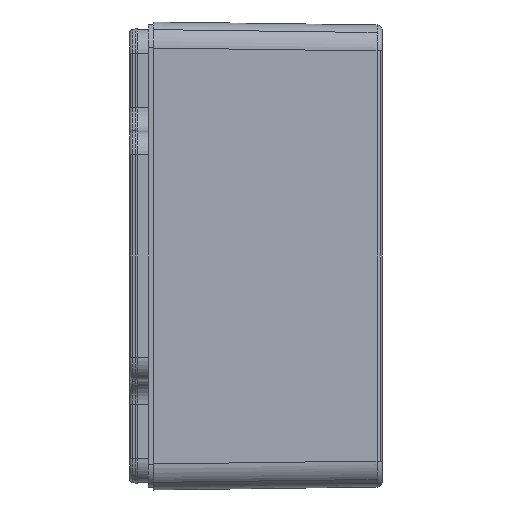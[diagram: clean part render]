
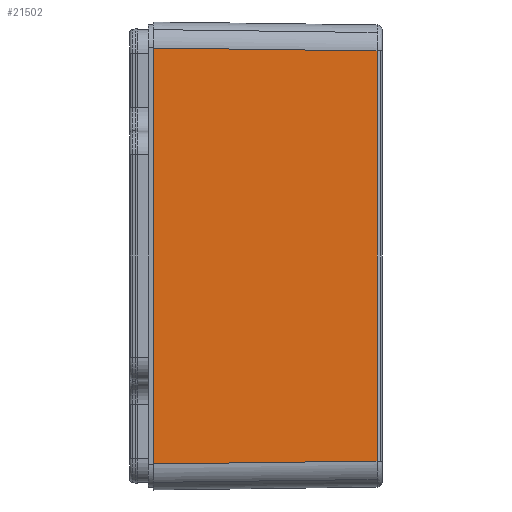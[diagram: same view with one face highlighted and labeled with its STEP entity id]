
A CAD part, left-side view. The second image highlights one B-rep face of the part: STEP entity #21502.
In plain terms, the highlighted face is planar.
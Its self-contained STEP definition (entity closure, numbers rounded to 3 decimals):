
#841 = VECTOR ( 'NONE', #1168, 1000. ) ;
#1168 = DIRECTION ( 'NONE',  ( 0., 1., 0. ) ) ;
#1374 = CARTESIAN_POINT ( 'NONE',  ( -12.717, -72.867, -0.523 ) ) ;
#2006 = CARTESIAN_POINT ( 'NONE',  ( -12.711, 7.114, -1. ) ) ;
#2379 = DIRECTION ( 'NONE',  ( -0.013, 0.013, 1. ) ) ;
#2438 = ORIENTED_EDGE ( 'NONE', *, *, #21219, .T. ) ;
#3042 = VECTOR ( 'NONE', #11319, 1000. ) ;
#3195 = ORIENTED_EDGE ( 'NONE', *, *, #14482, .F. ) ;
#3640 = CARTESIAN_POINT ( 'NONE',  ( -12.724, 12.127, 0. ) ) ;
#5776 = VECTOR ( 'NONE', #2379, 1000. ) ;
#6217 = EDGE_CURVE ( 'NONE', #17552, #15763, #12981, .T. ) ;
#7140 = DIRECTION ( 'NONE',  ( -1., 0., -0.013 ) ) ;
#7330 = CARTESIAN_POINT ( 'NONE',  ( -12.711, -72.861, -1. ) ) ;
#8768 = VERTEX_POINT ( 'NONE', #2006 ) ;
#10016 = CARTESIAN_POINT ( 'NONE',  ( -12.711, -10.373, -1. ) ) ;
#10312 = DIRECTION ( 'NONE',  ( -0.013, 0., 1. ) ) ;
#10505 = VERTEX_POINT ( 'NONE', #7330 ) ;
#11244 = CARTESIAN_POINT ( 'NONE',  ( -12.148, -72.298, -44.013 ) ) ;
#11319 = DIRECTION ( 'NONE',  ( 0.013, 0.013, -1. ) ) ;
#12292 = VECTOR ( 'NONE', #21493, 1000. ) ;
#12321 = CARTESIAN_POINT ( 'NONE',  ( -12.711, 7.114, -0.981 ) ) ;
#12981 = LINE ( 'NONE', #13494, #841 ) ;
#12985 = AXIS2_PLACEMENT_3D ( 'NONE', #3640, #7140, #10312 ) ;
#13494 = CARTESIAN_POINT ( 'NONE',  ( -12.148, -10.373, -44.013 ) ) ;
#13971 = LINE ( 'NONE', #12321, #5776 ) ;
#14034 = PLANE ( 'NONE',  #12985 ) ;
#14482 = EDGE_CURVE ( 'NONE', #15763, #8768, #13971, .T. ) ;
#14506 = LINE ( 'NONE', #1374, #3042 ) ;
#14973 = ORIENTED_EDGE ( 'NONE', *, *, #6217, .F. ) ;
#15763 = VERTEX_POINT ( 'NONE', #18344 ) ;
#15829 = EDGE_CURVE ( 'NONE', #10505, #17552, #14506, .T. ) ;
#17203 = FACE_OUTER_BOUND ( 'NONE', #18910, .T. ) ;
#17552 = VERTEX_POINT ( 'NONE', #11244 ) ;
#18321 = LINE ( 'NONE', #10016, #12292 ) ;
#18344 = CARTESIAN_POINT ( 'NONE',  ( -12.148, 6.551, -44.013 ) ) ;
#18910 = EDGE_LOOP ( 'NONE', ( #2438, #3195, #14973, #19121 ) ) ;
#19121 = ORIENTED_EDGE ( 'NONE', *, *, #15829, .F. ) ;
#21219 = EDGE_CURVE ( 'NONE', #10505, #8768, #18321, .T. ) ;
#21493 = DIRECTION ( 'NONE',  ( 0., 1., 0. ) ) ;
#21502 = ADVANCED_FACE ( 'NONE', ( #17203 ), #14034, .T. ) ;
